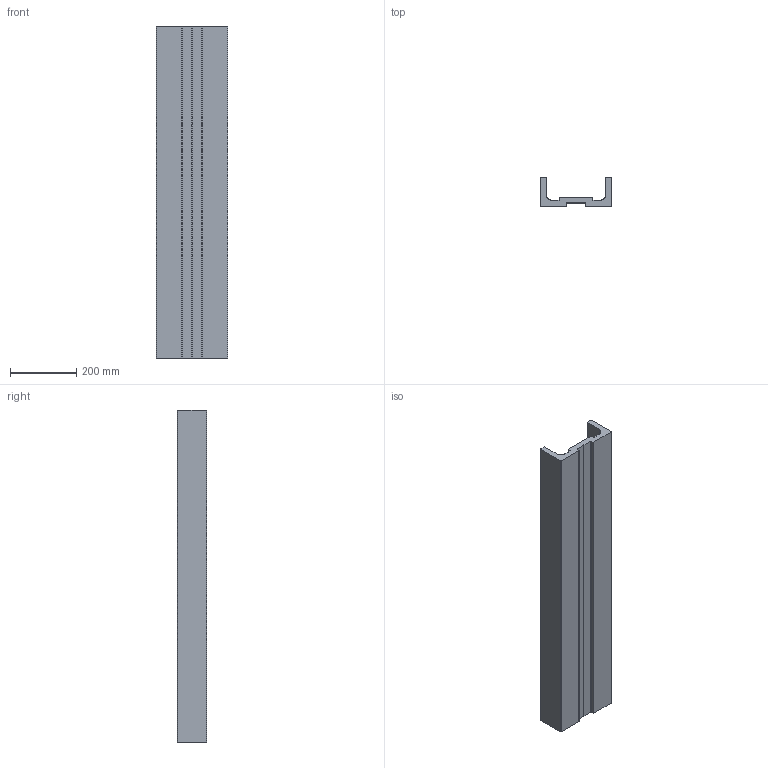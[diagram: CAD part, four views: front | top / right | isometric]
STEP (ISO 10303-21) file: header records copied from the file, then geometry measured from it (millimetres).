
FILE_DESCRIPTION(('STEP AP214'),'1');
FILE_NAME('standard_x-alu_1000.stp','2021-08-24T14:05:42',('TraceParts'),('TraceParts S.A.'),'Spatial InterOp 3D',' ',' ');
FILE_SCHEMA(('AUTOMOTIVE_DESIGN { 1 0 10303 214 1 1 1 1 }'));
Length unit declared in the file: millimetre
Products named in the file (1): standard_x-alu_1000
Bounding box: 215 x 87.5 x 1000 mm (x, y, z)
Volume: 6704077.9 mm3; surface area: 777657.3 mm2
Topology: 1 solids, 1 shells, 58 faces, 168 edges, 112 vertices
Faces by surface type: cylinder 33, plane 25
Entity records: 1953 total; most frequent: DIRECTION 352, CARTESIAN_POINT 339, ORIENTED_EDGE 336, EDGE_CURVE 168, AXIS2_PLACEMENT_3D 125, VERTEX_POINT 112, LINE 102, VECTOR 102
